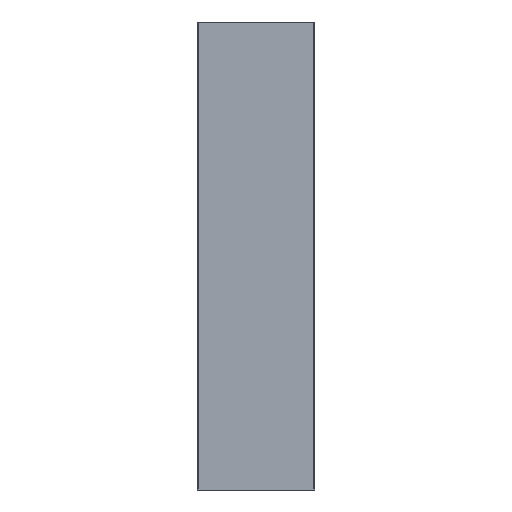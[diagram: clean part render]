
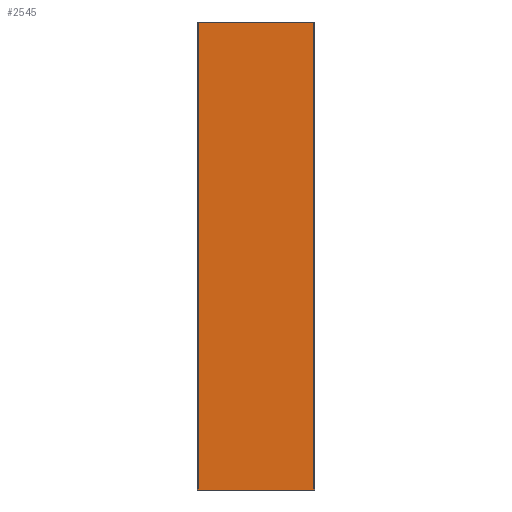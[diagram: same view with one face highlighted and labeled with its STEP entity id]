
A CAD part, front view. The second image highlights one B-rep face of the part: STEP entity #2545.
In plain terms, the highlighted planar face has unit normal (0, -1, 0).
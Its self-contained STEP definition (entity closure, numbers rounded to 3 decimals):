
#125 = DIRECTION ( 'NONE',  ( 0., 0., 1. ) ) ;
#151 = CARTESIAN_POINT ( 'NONE',  ( 0., 0., 0. ) ) ;
#180 = ORIENTED_EDGE ( 'NONE', *, *, #3073, .T. ) ;
#296 = ORIENTED_EDGE ( 'NONE', *, *, #2484, .T. ) ;
#311 = PLANE ( 'NONE',  #2032 ) ;
#361 = VERTEX_POINT ( 'NONE', #1053 ) ;
#552 = CARTESIAN_POINT ( 'NONE',  ( 0., 0., 200. ) ) ;
#581 = CARTESIAN_POINT ( 'NONE',  ( -24.7, 0., 0. ) ) ;
#1053 = CARTESIAN_POINT ( 'NONE',  ( -24.7, 0., 200. ) ) ;
#1274 = CARTESIAN_POINT ( 'NONE',  ( 24.7, 0., 0. ) ) ;
#1283 = VERTEX_POINT ( 'NONE', #581 ) ;
#1339 = ORIENTED_EDGE ( 'NONE', *, *, #1874, .F. ) ;
#1580 = DIRECTION ( 'NONE',  ( -1., 0., 0. ) ) ;
#1599 = DIRECTION ( 'NONE',  ( -1., 0., 0. ) ) ;
#1681 = LINE ( 'NONE', #2142, #1877 ) ;
#1874 = EDGE_CURVE ( 'NONE', #2156, #1283, #2419, .T. ) ;
#1877 = VECTOR ( 'NONE', #2670, 1000. ) ;
#2019 = DIRECTION ( 'NONE',  ( 1., 0., 0. ) ) ;
#2032 = AXIS2_PLACEMENT_3D ( 'NONE', #552, #3000, #2019 ) ;
#2077 = VERTEX_POINT ( 'NONE', #2445 ) ;
#2096 = CARTESIAN_POINT ( 'NONE',  ( 24.7, 0., 200. ) ) ;
#2142 = CARTESIAN_POINT ( 'NONE',  ( -24.7, 0., 200. ) ) ;
#2156 = VERTEX_POINT ( 'NONE', #1274 ) ;
#2217 = EDGE_CURVE ( 'NONE', #2156, #2077, #2524, .T. ) ;
#2291 = FACE_OUTER_BOUND ( 'NONE', #2884, .T. ) ;
#2330 = LINE ( 'NONE', #2601, #2753 ) ;
#2419 = LINE ( 'NONE', #151, #3214 ) ;
#2445 = CARTESIAN_POINT ( 'NONE',  ( 24.7, 0., 200. ) ) ;
#2484 = EDGE_CURVE ( 'NONE', #361, #1283, #1681, .T. ) ;
#2524 = LINE ( 'NONE', #2096, #3069 ) ;
#2545 = ADVANCED_FACE ( 'NONE', ( #2291 ), #311, .T. ) ;
#2601 = CARTESIAN_POINT ( 'NONE',  ( 0., 0., 200. ) ) ;
#2670 = DIRECTION ( 'NONE',  ( 0., 0., -1. ) ) ;
#2753 = VECTOR ( 'NONE', #1580, 1000. ) ;
#2763 = ORIENTED_EDGE ( 'NONE', *, *, #2217, .T. ) ;
#2884 = EDGE_LOOP ( 'NONE', ( #180, #296, #1339, #2763 ) ) ;
#3000 = DIRECTION ( 'NONE',  ( 0., -1., 0. ) ) ;
#3069 = VECTOR ( 'NONE', #125, 1000. ) ;
#3073 = EDGE_CURVE ( 'NONE', #2077, #361, #2330, .T. ) ;
#3214 = VECTOR ( 'NONE', #1599, 1000. ) ;
